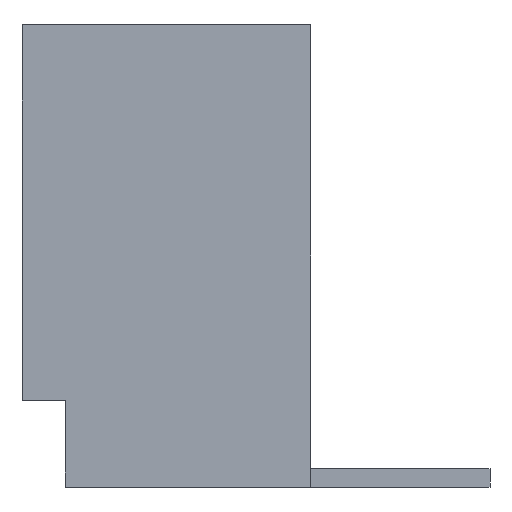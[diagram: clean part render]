
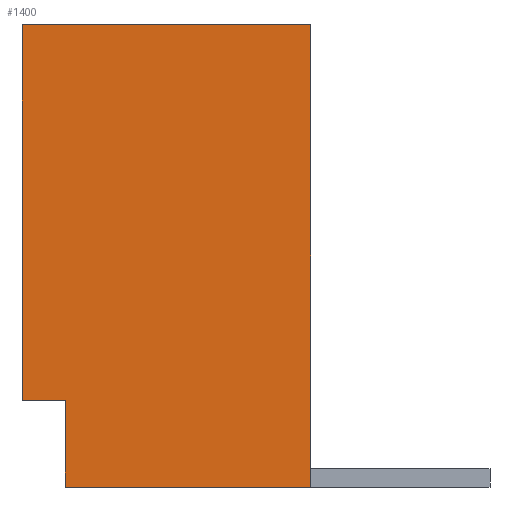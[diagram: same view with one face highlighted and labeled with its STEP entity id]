
A CAD part, left-side view. The second image highlights one B-rep face of the part: STEP entity #1400.
In plain terms, the highlighted planar face has unit normal (-1, 0, 0).
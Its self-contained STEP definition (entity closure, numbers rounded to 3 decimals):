
#69=FACE_OUTER_BOUND('',#149,.T.);
#149=EDGE_LOOP('',(#1096,#1097,#1098,#1099,#1100,#1101));
#234=LINE('',#1984,#420);
#241=LINE('',#1997,#427);
#246=LINE('',#2008,#432);
#309=LINE('',#2133,#495);
#310=LINE('',#2135,#496);
#311=LINE('',#2136,#497);
#420=VECTOR('',#1625,10.);
#427=VECTOR('',#1636,10.);
#432=VECTOR('',#1645,10.);
#495=VECTOR('',#1752,10.);
#496=VECTOR('',#1753,10.);
#497=VECTOR('',#1754,10.);
#590=VERTEX_POINT('',#1981);
#591=VERTEX_POINT('',#1983);
#595=VERTEX_POINT('',#1995);
#599=VERTEX_POINT('',#2007);
#639=VERTEX_POINT('',#2132);
#640=VERTEX_POINT('',#2134);
#730=EDGE_CURVE('',#591,#590,#234,.T.);
#737=EDGE_CURVE('',#590,#595,#241,.T.);
#742=EDGE_CURVE('',#591,#599,#246,.T.);
#805=EDGE_CURVE('',#639,#595,#309,.T.);
#806=EDGE_CURVE('',#640,#639,#310,.T.);
#807=EDGE_CURVE('',#640,#599,#311,.T.);
#1096=ORIENTED_EDGE('',*,*,#737,.T.);
#1097=ORIENTED_EDGE('',*,*,#805,.F.);
#1098=ORIENTED_EDGE('',*,*,#806,.F.);
#1099=ORIENTED_EDGE('',*,*,#807,.T.);
#1100=ORIENTED_EDGE('',*,*,#742,.F.);
#1101=ORIENTED_EDGE('',*,*,#730,.T.);
#1279=PLANE('',#1494);
#1400=ADVANCED_FACE('',(#69),#1279,.T.);
#1494=AXIS2_PLACEMENT_3D('',#2131,#1750,#1751);
#1625=DIRECTION('',(0.,-1.,0.));
#1636=DIRECTION('',(0.,0.,-1.));
#1645=DIRECTION('',(0.,0.,1.));
#1750=DIRECTION('center_axis',(-1.,0.,0.));
#1751=DIRECTION('ref_axis',(0.,0.,1.));
#1752=DIRECTION('',(0.,1.,0.));
#1753=DIRECTION('',(0.,0.,-1.));
#1754=DIRECTION('',(0.,1.,0.));
#1981=CARTESIAN_POINT('',(-5.,4.25,1.34));
#1983=CARTESIAN_POINT('',(-5.,5.,1.34));
#1984=CARTESIAN_POINT('',(-5.,2.125,1.34));
#1995=CARTESIAN_POINT('',(-5.,4.25,-0.16));
#1997=CARTESIAN_POINT('',(-5.,4.25,-0.16));
#2007=CARTESIAN_POINT('',(-5.,5.,7.84));
#2008=CARTESIAN_POINT('',(-5.,5.,7.84));
#2131=CARTESIAN_POINT('Origin',(-5.,0.,-0.16));
#2132=CARTESIAN_POINT('',(-5.,0.,-0.16));
#2133=CARTESIAN_POINT('',(-5.,0.,-0.16));
#2134=CARTESIAN_POINT('',(-5.,0.,7.84));
#2135=CARTESIAN_POINT('',(-5.,0.,7.84));
#2136=CARTESIAN_POINT('',(-5.,0.,7.84));
